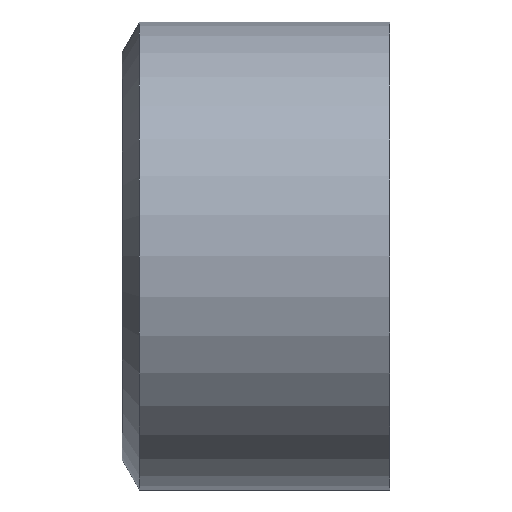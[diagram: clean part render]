
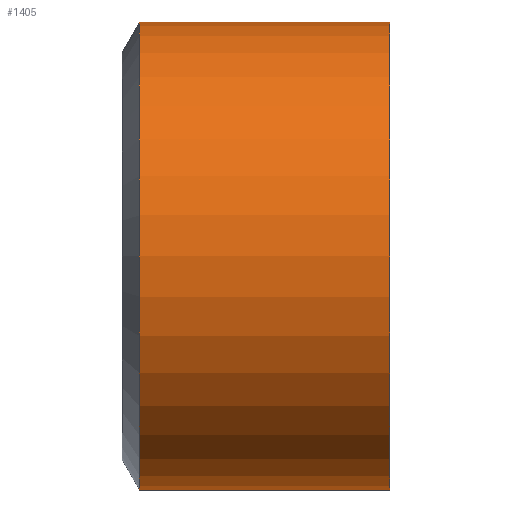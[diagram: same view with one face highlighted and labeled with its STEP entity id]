
A CAD part, left-side view. The second image highlights one B-rep face of the part: STEP entity #1405.
In plain terms, the highlighted cylindrical face has radius 27 mm (diameter 54 mm), a partial arc.
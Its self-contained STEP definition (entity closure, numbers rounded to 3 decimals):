
#8 = ORIENTED_EDGE ( 'NONE', *, *, #511, .T. ) ;
#13 = DIRECTION ( 'NONE',  ( 0., -1., 0. ) ) ;
#15 = EDGE_LOOP ( 'NONE', ( #1253, #1549, #8, #449 ) ) ;
#25 = AXIS2_PLACEMENT_3D ( 'NONE', #1511, #293, #548 ) ;
#77 = CARTESIAN_POINT ( 'NONE',  ( 0., 0., 0. ) ) ;
#202 = AXIS2_PLACEMENT_3D ( 'NONE', #77, #568, #444 ) ;
#242 = DIRECTION ( 'NONE',  ( 0., -1., 0. ) ) ;
#293 = DIRECTION ( 'NONE',  ( 0., -1., 0. ) ) ;
#337 = VERTEX_POINT ( 'NONE', #354 ) ;
#339 = VECTOR ( 'NONE', #13, 1000. ) ;
#354 = CARTESIAN_POINT ( 'NONE',  ( 0., 0., -27. ) ) ;
#444 = DIRECTION ( 'NONE',  ( 0., 0., -1. ) ) ;
#449 = ORIENTED_EDGE ( 'NONE', *, *, #1458, .F. ) ;
#471 = CARTESIAN_POINT ( 'NONE',  ( 0., 0., 27. ) ) ;
#511 = EDGE_CURVE ( 'NONE', #966, #337, #746, .T. ) ;
#548 = DIRECTION ( 'NONE',  ( 0., 0., -1. ) ) ;
#568 = DIRECTION ( 'NONE',  ( 0., -1., 0. ) ) ;
#588 = EDGE_CURVE ( 'NONE', #1177, #1554, #1476, .T. ) ;
#728 = DIRECTION ( 'NONE',  ( 0., 0., -1. ) ) ;
#746 = LINE ( 'NONE', #1189, #1245 ) ;
#956 = CARTESIAN_POINT ( 'NONE',  ( 0., 0., 27. ) ) ;
#966 = VERTEX_POINT ( 'NONE', #1551 ) ;
#971 = CARTESIAN_POINT ( 'NONE',  ( 0., 28.9, 0. ) ) ;
#1036 = EDGE_CURVE ( 'NONE', #1177, #966, #1565, .T. ) ;
#1177 = VERTEX_POINT ( 'NONE', #1372 ) ;
#1189 = CARTESIAN_POINT ( 'NONE',  ( 0., 0., -27. ) ) ;
#1245 = VECTOR ( 'NONE', #242, 1000. ) ;
#1250 = AXIS2_PLACEMENT_3D ( 'NONE', #971, #1459, #728 ) ;
#1253 = ORIENTED_EDGE ( 'NONE', *, *, #588, .F. ) ;
#1319 = CYLINDRICAL_SURFACE ( 'NONE', #25, 27. ) ;
#1344 = FACE_OUTER_BOUND ( 'NONE', #15, .T. ) ;
#1372 = CARTESIAN_POINT ( 'NONE',  ( 0., 28.9, 27. ) ) ;
#1405 = ADVANCED_FACE ( 'NONE', ( #1344 ), #1319, .T. ) ;
#1458 = EDGE_CURVE ( 'NONE', #1554, #337, #1530, .T. ) ;
#1459 = DIRECTION ( 'NONE',  ( 0., -1., 0. ) ) ;
#1476 = LINE ( 'NONE', #471, #339 ) ;
#1511 = CARTESIAN_POINT ( 'NONE',  ( 0., 0., 0. ) ) ;
#1530 = CIRCLE ( 'NONE', #202, 27. ) ;
#1549 = ORIENTED_EDGE ( 'NONE', *, *, #1036, .T. ) ;
#1551 = CARTESIAN_POINT ( 'NONE',  ( 0., 28.9, -27. ) ) ;
#1554 = VERTEX_POINT ( 'NONE', #956 ) ;
#1565 = CIRCLE ( 'NONE', #1250, 27. ) ;
